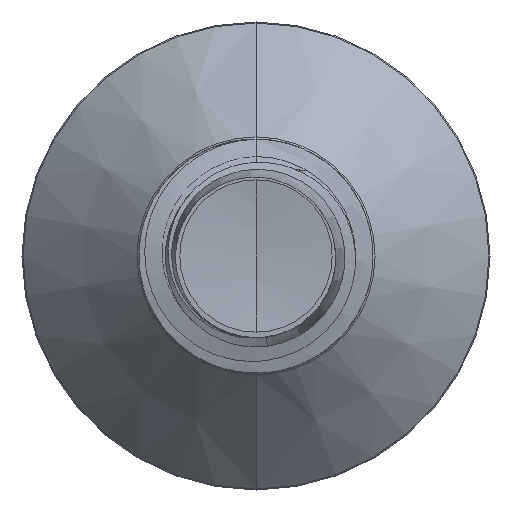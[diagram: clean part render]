
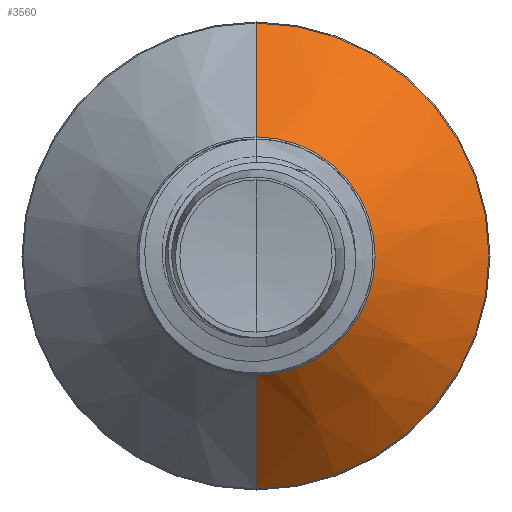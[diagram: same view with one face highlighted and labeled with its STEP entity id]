
A CAD part, front view. The second image highlights one B-rep face of the part: STEP entity #3560.
In plain terms, the highlighted conical face has half-angle 45 degrees and reference radius 1.782 mm.
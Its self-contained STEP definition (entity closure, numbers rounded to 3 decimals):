
#495 = AXIS2_PLACEMENT_3D ( 'NONE', #30469, #33172, #24926 ) ;
#2242 = VERTEX_POINT ( 'NONE', #6058 ) ;
#2590 = LINE ( 'NONE', #2638, #8955 ) ;
#2625 = CONICAL_SURFACE ( 'NONE', #495, 1.782, 0.785 ) ;
#2638 = CARTESIAN_POINT ( 'NONE',  ( 0., 16.632, 1.782 ) ) ;
#3277 = EDGE_CURVE ( 'NONE', #17472, #2242, #24970, .T. ) ;
#3560 = ADVANCED_FACE ( 'NONE', ( #17816 ), #2625, .T. ) ;
#6058 = CARTESIAN_POINT ( 'NONE',  ( 0., 16.632, -1.782 ) ) ;
#8459 = CARTESIAN_POINT ( 'NONE',  ( 0., 16.632, 0. ) ) ;
#8955 = VECTOR ( 'NONE', #32207, 1000. ) ;
#9023 = CARTESIAN_POINT ( 'NONE',  ( 0., 18.335, -3.485 ) ) ;
#9497 = ORIENTED_EDGE ( 'NONE', *, *, #3277, .T. ) ;
#10167 = EDGE_LOOP ( 'NONE', ( #9497, #13490, #16048, #20959 ) ) ;
#10180 = DIRECTION ( 'NONE',  ( 0., 0.707, -0.707 ) ) ;
#11159 = DIRECTION ( 'NONE',  ( 0., 0., 1. ) ) ;
#12060 = VECTOR ( 'NONE', #10180, 1000. ) ;
#12263 = CIRCLE ( 'NONE', #13121, 3.485 ) ;
#13121 = AXIS2_PLACEMENT_3D ( 'NONE', #29423, #13281, #32128 ) ;
#13281 = DIRECTION ( 'NONE',  ( 0., 1., 0. ) ) ;
#13490 = ORIENTED_EDGE ( 'NONE', *, *, #30359, .T. ) ;
#16048 = ORIENTED_EDGE ( 'NONE', *, *, #25590, .F. ) ;
#16683 = CARTESIAN_POINT ( 'NONE',  ( 0., 18.335, 3.485 ) ) ;
#16782 = EDGE_CURVE ( 'NONE', #17472, #26591, #2590, .T. ) ;
#17472 = VERTEX_POINT ( 'NONE', #17707 ) ;
#17707 = CARTESIAN_POINT ( 'NONE',  ( 0., 16.632, 1.782 ) ) ;
#17816 = FACE_OUTER_BOUND ( 'NONE', #10167, .T. ) ;
#20752 = CARTESIAN_POINT ( 'NONE',  ( 0., 16.632, -1.782 ) ) ;
#20959 = ORIENTED_EDGE ( 'NONE', *, *, #16782, .F. ) ;
#22433 = VERTEX_POINT ( 'NONE', #9023 ) ;
#22855 = AXIS2_PLACEMENT_3D ( 'NONE', #8459, #27280, #11159 ) ;
#24926 = DIRECTION ( 'NONE',  ( 0., 0., 1. ) ) ;
#24970 = CIRCLE ( 'NONE', #22855, 1.782 ) ;
#25590 = EDGE_CURVE ( 'NONE', #26591, #22433, #12263, .T. ) ;
#26591 = VERTEX_POINT ( 'NONE', #16683 ) ;
#27280 = DIRECTION ( 'NONE',  ( 0., 1., 0. ) ) ;
#29423 = CARTESIAN_POINT ( 'NONE',  ( 0., 18.335, 0. ) ) ;
#30359 = EDGE_CURVE ( 'NONE', #2242, #22433, #32668, .T. ) ;
#30469 = CARTESIAN_POINT ( 'NONE',  ( 0., 16.632, 0. ) ) ;
#32128 = DIRECTION ( 'NONE',  ( 0., 0., 1. ) ) ;
#32207 = DIRECTION ( 'NONE',  ( 0., 0.707, 0.707 ) ) ;
#32668 = LINE ( 'NONE', #20752, #12060 ) ;
#33172 = DIRECTION ( 'NONE',  ( 0., 1., 0. ) ) ;
